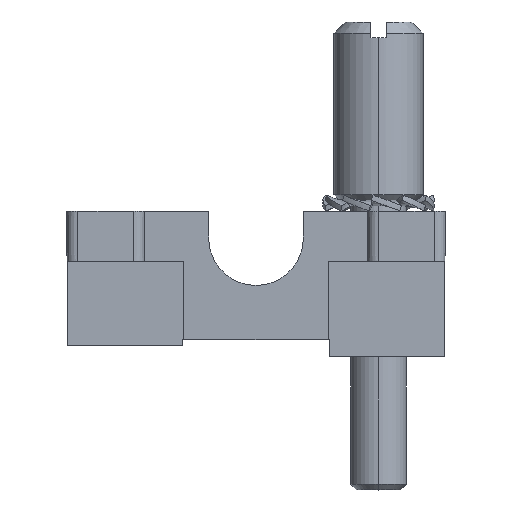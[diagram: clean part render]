
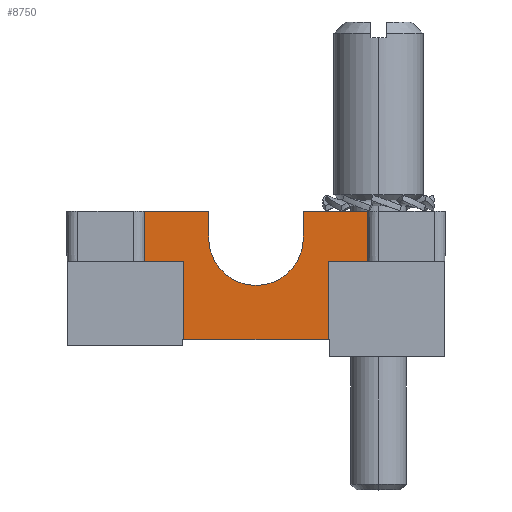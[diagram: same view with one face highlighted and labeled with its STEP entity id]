
A CAD part, top view. The second image highlights one B-rep face of the part: STEP entity #8750.
In plain terms, the highlighted planar face has unit normal (0, 0, 1).
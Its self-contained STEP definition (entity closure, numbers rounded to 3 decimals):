
#1384=DIRECTION('',(0.,-1.,0.));
#1385=VECTOR('',#1384,2.4);
#1386=CARTESIAN_POINT('',(4.25,5.75,6.));
#1387=LINE('',#1386,#1385);
#1388=DIRECTION('',(0.009,1.,0.));
#1389=VECTOR('',#1388,4.5);
#1390=CARTESIAN_POINT('',(-10.039,1.25,6.));
#1391=LINE('',#1390,#1389);
#1392=CARTESIAN_POINT('',(0.,3.35,6.));
#1393=DIRECTION('',(0.,0.,1.));
#1394=DIRECTION('',(-1.,0.,0.));
#1395=AXIS2_PLACEMENT_3D('',#1392,#1393,#1394);
#1397=DIRECTION('',(1.,0.,0.));
#1398=VECTOR('',#1397,5.75);
#1399=CARTESIAN_POINT('',(4.25,5.75,6.));
#1400=LINE('',#1399,#1398);
#1401=DIRECTION('',(0.009,-1.,0.));
#1402=VECTOR('',#1401,4.5);
#1403=CARTESIAN_POINT('',(10.,5.75,6.));
#1404=LINE('',#1403,#1402);
#1409=DIRECTION('',(1.,0.,0.));
#1410=VECTOR('',#1409,13.);
#1411=CARTESIAN_POINT('',(-6.5,-5.75,6.));
#1412=LINE('',#1411,#1410);
#1433=DIRECTION('',(1.,0.,0.));
#1434=VECTOR('',#1433,3.539);
#1435=CARTESIAN_POINT('',(6.5,1.25,6.));
#1436=LINE('',#1435,#1434);
#3334=DIRECTION('',(-1.,0.,0.));
#3335=VECTOR('',#3334,5.75);
#3336=CARTESIAN_POINT('',(-4.25,5.75,6.));
#3337=LINE('',#3336,#3335);
#3470=DIRECTION('',(0.,-1.,0.));
#3471=VECTOR('',#3470,7.);
#3472=CARTESIAN_POINT('',(-6.5,1.25,6.));
#3473=LINE('',#3472,#3471);
#3492=DIRECTION('',(1.,0.,0.));
#3493=VECTOR('',#3492,3.539);
#3494=CARTESIAN_POINT('',(-10.039,1.25,6.));
#3495=LINE('',#3494,#3493);
#3582=DIRECTION('',(0.,1.,0.));
#3583=VECTOR('',#3582,2.4);
#3584=CARTESIAN_POINT('',(-4.25,3.35,6.));
#3585=LINE('',#3584,#3583);
#3602=DIRECTION('',(0.,1.,0.));
#3603=VECTOR('',#3602,7.);
#3604=CARTESIAN_POINT('',(6.5,-5.75,6.));
#3605=LINE('',#3604,#3603);
#3830=CARTESIAN_POINT('',(4.25,5.75,6.));
#3832=VERTEX_POINT('',#3830);
#3851=CARTESIAN_POINT('',(10.,5.75,6.));
#3852=VERTEX_POINT('',#3851);
#3857=CARTESIAN_POINT('',(4.25,3.35,6.));
#3858=VERTEX_POINT('',#3857);
#3861=CARTESIAN_POINT('',(-6.5,-5.75,6.));
#3862=CARTESIAN_POINT('',(6.5,-5.75,6.));
#3863=VERTEX_POINT('',#3861);
#3864=VERTEX_POINT('',#3862);
#3865=CARTESIAN_POINT('',(-6.5,1.25,6.));
#3866=VERTEX_POINT('',#3865);
#3867=CARTESIAN_POINT('',(-10.039,1.25,6.));
#3868=VERTEX_POINT('',#3867);
#3869=CARTESIAN_POINT('',(-10.,5.75,6.));
#3870=VERTEX_POINT('',#3869);
#3871=CARTESIAN_POINT('',(-4.25,5.75,6.));
#3872=VERTEX_POINT('',#3871);
#3873=CARTESIAN_POINT('',(-4.25,3.35,6.));
#3874=VERTEX_POINT('',#3873);
#3875=CARTESIAN_POINT('',(10.039,1.25,6.));
#3876=VERTEX_POINT('',#3875);
#3877=CARTESIAN_POINT('',(6.5,1.25,6.));
#3878=VERTEX_POINT('',#3877);
#8721=CARTESIAN_POINT('',(0.,0.,6.));
#8722=DIRECTION('',(0.,0.,1.));
#8723=DIRECTION('',(1.,0.,0.));
#8724=AXIS2_PLACEMENT_3D('',#8721,#8722,#8723);
#8725=PLANE('',#8724);
#8727=ORIENTED_EDGE('',*,*,#8726,.F.);
#8729=ORIENTED_EDGE('',*,*,#8728,.F.);
#8731=ORIENTED_EDGE('',*,*,#8730,.F.);
#8733=ORIENTED_EDGE('',*,*,#8732,.T.);
#8735=ORIENTED_EDGE('',*,*,#8734,.F.);
#8737=ORIENTED_EDGE('',*,*,#8736,.F.);
#8739=ORIENTED_EDGE('',*,*,#8738,.T.);
#8740=ORIENTED_EDGE('',*,*,#8712,.F.);
#8741=ORIENTED_EDGE('',*,*,#8690,.T.);
#8743=ORIENTED_EDGE('',*,*,#8742,.T.);
#8745=ORIENTED_EDGE('',*,*,#8744,.F.);
#8747=ORIENTED_EDGE('',*,*,#8746,.F.);
#8748=EDGE_LOOP('',(#8727,#8729,#8731,#8733,#8735,#8737,#8739,#8740,#8741,#8743,
#8745,#8747));
#8749=FACE_OUTER_BOUND('',#8748,.F.);
#1396=CIRCLE('',#1395,4.25);
#8690=EDGE_CURVE('',#3832,#3852,#1400,.T.);
#8712=EDGE_CURVE('',#3832,#3858,#1387,.T.);
#8726=EDGE_CURVE('',#3863,#3864,#1412,.T.);
#8728=EDGE_CURVE('',#3866,#3863,#3473,.T.);
#8730=EDGE_CURVE('',#3868,#3866,#3495,.T.);
#8732=EDGE_CURVE('',#3868,#3870,#1391,.T.);
#8734=EDGE_CURVE('',#3872,#3870,#3337,.T.);
#8736=EDGE_CURVE('',#3874,#3872,#3585,.T.);
#8738=EDGE_CURVE('',#3874,#3858,#1396,.T.);
#8742=EDGE_CURVE('',#3852,#3876,#1404,.T.);
#8744=EDGE_CURVE('',#3878,#3876,#1436,.T.);
#8746=EDGE_CURVE('',#3864,#3878,#3605,.T.);
#8750=ADVANCED_FACE('',(#8749),#8725,.T.);
